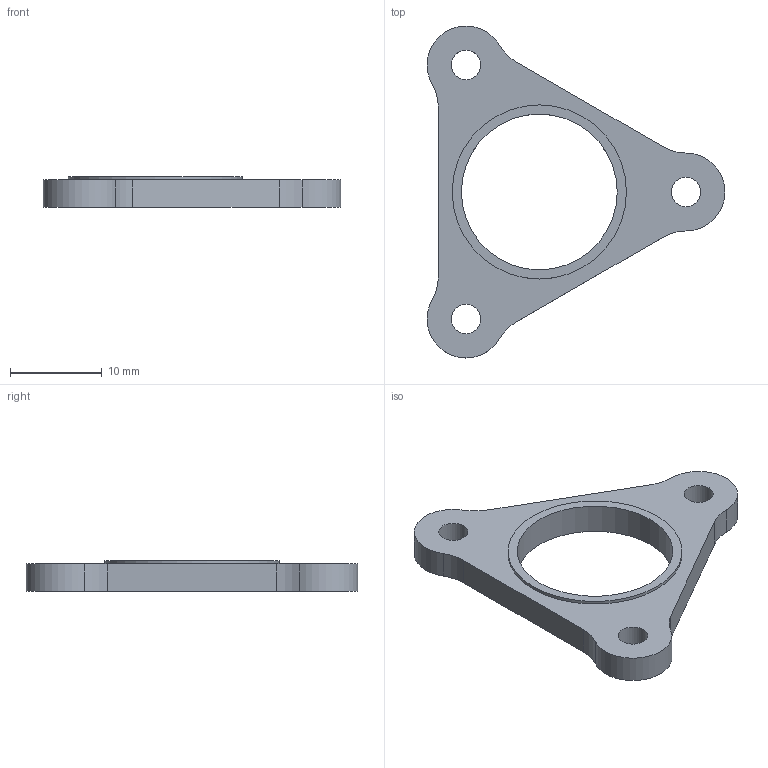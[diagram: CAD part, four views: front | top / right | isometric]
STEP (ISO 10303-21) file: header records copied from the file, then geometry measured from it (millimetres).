
FILE_DESCRIPTION(/* description */ (''),/* implementation_level */ '2;1');
FILE_NAME(/* name */ 'Cover_Bearing_Brake_Side_DOF3_Linear_Drive.step',/* time_stamp */ '2022-09-16T03:29:50+02:00',/* author */ (''),/* organization */ (''),/* preprocessor_version */ 'ST-DEVELOPER v19',/* originating_system */ 'Autodesk Translation Framework v11.7.0.108',/* authorisation */ '');
FILE_SCHEMA (('AUTOMOTIVE_DESIGN { 1 0 10303 214 3 1 1 }'));
Length unit declared in the file: millimetre
Products named in the file (1): Cover_Bearing_Brake_Side_DOF3_Linear_Drive
Bounding box: 32.5 x 36.21 x 3.35 mm (x, y, z)
Volume: 1237.4 mm3; surface area: 1435.5 mm2
Topology: 1 solids, 1 shells, 20 faces, 51 edges, 34 vertices
Faces by surface type: cylinder 14, plane 6
Full cylindrical faces by diameter (mm): 3.2 x3, 17 x1, 19 x1
Entity records: 661 total; most frequent: DIRECTION 121, CARTESIAN_POINT 106, ORIENTED_EDGE 102, EDGE_CURVE 51, AXIS2_PLACEMENT_3D 49, VERTEX_POINT 34, EDGE_LOOP 29, CIRCLE 28
